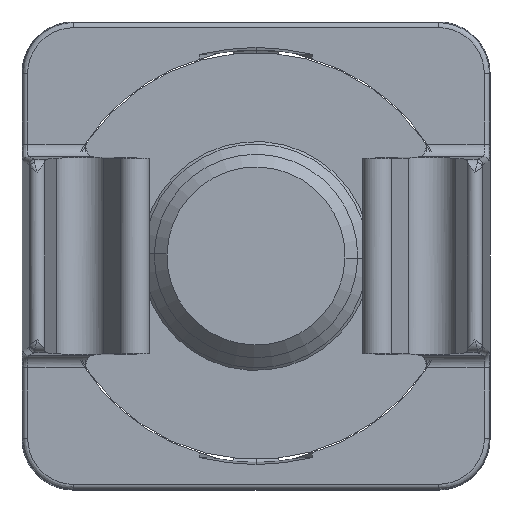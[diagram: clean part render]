
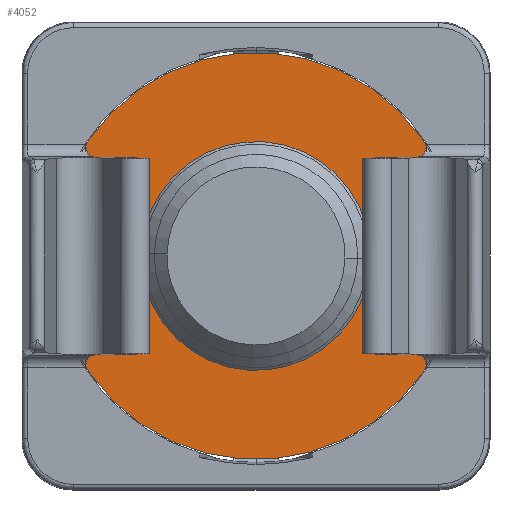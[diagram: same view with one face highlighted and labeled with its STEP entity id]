
A CAD part, front view. The second image highlights one B-rep face of the part: STEP entity #4052.
In plain terms, the highlighted face is planar.
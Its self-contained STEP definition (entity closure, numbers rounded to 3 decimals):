
#321 = ORIENTED_EDGE ( 'NONE', *, *, #2484, .F. ) ;
#337 = EDGE_LOOP ( 'NONE', ( #4038, #3681 ) ) ;
#363 = VERTEX_POINT ( 'NONE', #4576 ) ;
#481 = VERTEX_POINT ( 'NONE', #5693 ) ;
#486 = CARTESIAN_POINT ( 'NONE',  ( -1.6, 0., 0. ) ) ;
#623 = DIRECTION ( 'NONE',  ( -1., 0., 0. ) ) ;
#865 = ORIENTED_EDGE ( 'NONE', *, *, #1177, .F. ) ;
#920 = CARTESIAN_POINT ( 'NONE',  ( -1.6, 0., 0. ) ) ;
#976 = CIRCLE ( 'NONE', #1528, 8. ) ;
#980 = DIRECTION ( 'NONE',  ( -1., 0., 0. ) ) ;
#1024 = DIRECTION ( 'NONE',  ( 0., 0., 1. ) ) ;
#1034 = FACE_BOUND ( 'NONE', #1270, .T. ) ;
#1062 = CARTESIAN_POINT ( 'NONE',  ( -1.6, 0., -8. ) ) ;
#1080 = CARTESIAN_POINT ( 'NONE',  ( -1.6, 0., 0. ) ) ;
#1177 = EDGE_CURVE ( 'NONE', #3632, #481, #4864, .T. ) ;
#1270 = EDGE_LOOP ( 'NONE', ( #865, #321 ) ) ;
#1397 = CARTESIAN_POINT ( 'NONE',  ( -1.6, 0., 4.5 ) ) ;
#1449 = PLANE ( 'NONE',  #3646 ) ;
#1528 = AXIS2_PLACEMENT_3D ( 'NONE', #1080, #623, #1024 ) ;
#2020 = EDGE_CURVE ( 'NONE', #2618, #363, #976, .T. ) ;
#2030 = DIRECTION ( 'NONE',  ( 1., 0., 0. ) ) ;
#2099 = CIRCLE ( 'NONE', #5509, 4.5 ) ;
#2471 = CARTESIAN_POINT ( 'NONE',  ( -1.6, 0., 0. ) ) ;
#2484 = EDGE_CURVE ( 'NONE', #481, #3632, #2099, .T. ) ;
#2612 = DIRECTION ( 'NONE',  ( 0., 0., -1. ) ) ;
#2618 = VERTEX_POINT ( 'NONE', #1062 ) ;
#2665 = CIRCLE ( 'NONE', #5966, 8. ) ;
#2786 = DIRECTION ( 'NONE',  ( 0., 0., 1. ) ) ;
#3588 = DIRECTION ( 'NONE',  ( 0., 0., 1. ) ) ;
#3632 = VERTEX_POINT ( 'NONE', #1397 ) ;
#3646 = AXIS2_PLACEMENT_3D ( 'NONE', #4688, #2030, #2612 ) ;
#3681 = ORIENTED_EDGE ( 'NONE', *, *, #2020, .T. ) ;
#3751 = FACE_OUTER_BOUND ( 'NONE', #337, .T. ) ;
#4038 = ORIENTED_EDGE ( 'NONE', *, *, #4624, .T. ) ;
#4052 = ADVANCED_FACE ( 'NONE', ( #1034, #3751 ), #1449, .F. ) ;
#4202 = DIRECTION ( 'NONE',  ( -1., 0., 0. ) ) ;
#4314 = DIRECTION ( 'NONE',  ( 0., 0., 1. ) ) ;
#4576 = CARTESIAN_POINT ( 'NONE',  ( -1.6, 0., 8. ) ) ;
#4624 = EDGE_CURVE ( 'NONE', #363, #2618, #2665, .T. ) ;
#4688 = CARTESIAN_POINT ( 'NONE',  ( -1.6, 8., 0. ) ) ;
#4696 = DIRECTION ( 'NONE',  ( -1., 0., 0. ) ) ;
#4864 = CIRCLE ( 'NONE', #4966, 4.5 ) ;
#4966 = AXIS2_PLACEMENT_3D ( 'NONE', #920, #4696, #2786 ) ;
#5509 = AXIS2_PLACEMENT_3D ( 'NONE', #486, #980, #3588 ) ;
#5693 = CARTESIAN_POINT ( 'NONE',  ( -1.6, 0., -4.5 ) ) ;
#5966 = AXIS2_PLACEMENT_3D ( 'NONE', #2471, #4202, #4314 ) ;
